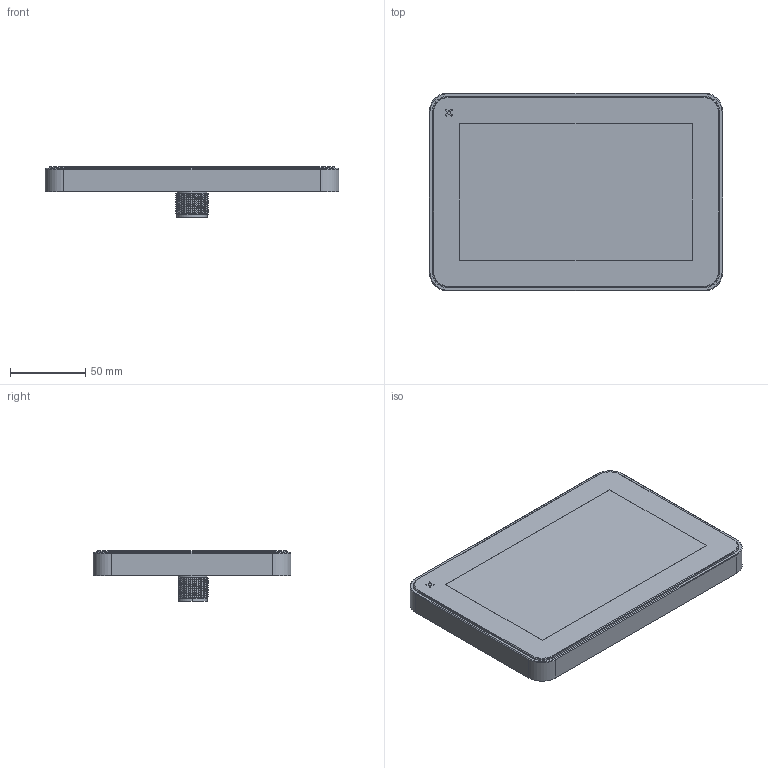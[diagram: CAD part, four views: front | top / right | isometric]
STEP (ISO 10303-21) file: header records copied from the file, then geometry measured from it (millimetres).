
FILE_DESCRIPTION (( 'STEP AP203' ), '1' );
FILE_NAME ('JSmart707 for customers.STEP', '2020-08-20T14:34:10', ( '' ), ( '' ), 'SwSTEP 2.0', 'SolidWorks 2020', '' );
FILE_SCHEMA (( 'CONFIG_CONTROL_DESIGN' ));
Length unit declared in the file: mil
Products named in the file (1): JSmart707 for customers
Bounding box: 195.2 x 131.6 x 33.45 mm (x, y, z)
Volume: 422011.9 mm3; surface area: 68431.2 mm2
Topology: 1 solids, 5 shells, 2077 faces, 6091 edges, 4032 vertices
Faces by surface type: plane 1899, cylinder 106, bspline 48, cone 24
Entity records: 83137 total; most frequent: CARTESIAN_POINT 28521, ORIENTED_EDGE 12182, DIRECTION 10061, EDGE_CURVE 6091, LINE 5711, VECTOR 5711, VERTEX_POINT 4032, AXIS2_PLACEMENT_3D 2175
